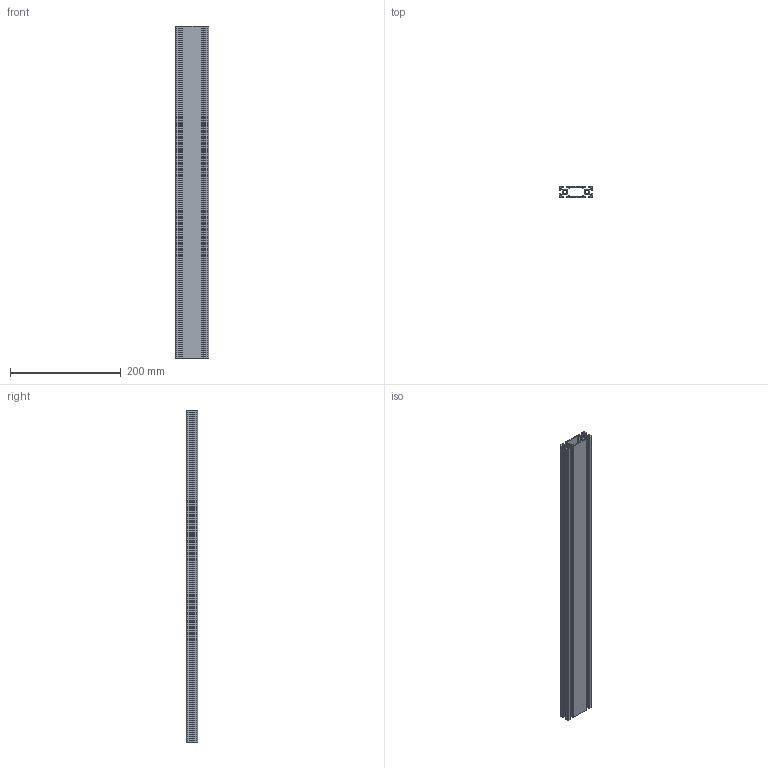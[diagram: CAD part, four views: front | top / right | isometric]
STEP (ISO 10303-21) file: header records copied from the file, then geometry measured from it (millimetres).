
FILE_DESCRIPTION(/* description */ (''),/* implementation_level */ '2;1');
FILE_NAME(/* name */ 'Profile 20x60-600mm v1.step',/* time_stamp */ '2019-04-30T21:13:57+02:00',/* author */ ('sergi.saya96'),/* organization */ (''),/* preprocessor_version */ 'ST-DEVELOPER v18',/* originating_system */ 'Autodesk Translation Framework v8.2.0.1029',/* authorisation */ '');
FILE_SCHEMA (('AUTOMOTIVE_DESIGN { 1 0 10303 214 3 1 1 }'));
Length unit declared in the file: millimetre
Products named in the file (1): Profile 20x60-600mm
Bounding box: 60 x 20 x 600 mm (x, y, z)
Volume: 207998.4 mm3; surface area: 244587.8 mm2
Topology: 1 solids, 1 shells, 271 faces, 813 edges, 544 vertices
Faces by surface type: plane 143, cylinder 128
Entity records: 9256 total; most frequent: CARTESIAN_POINT 1629, ORIENTED_EDGE 1626, DIRECTION 1613, EDGE_CURVE 813, LINE 557, VECTOR 557, VERTEX_POINT 544, AXIS2_PLACEMENT_3D 528
